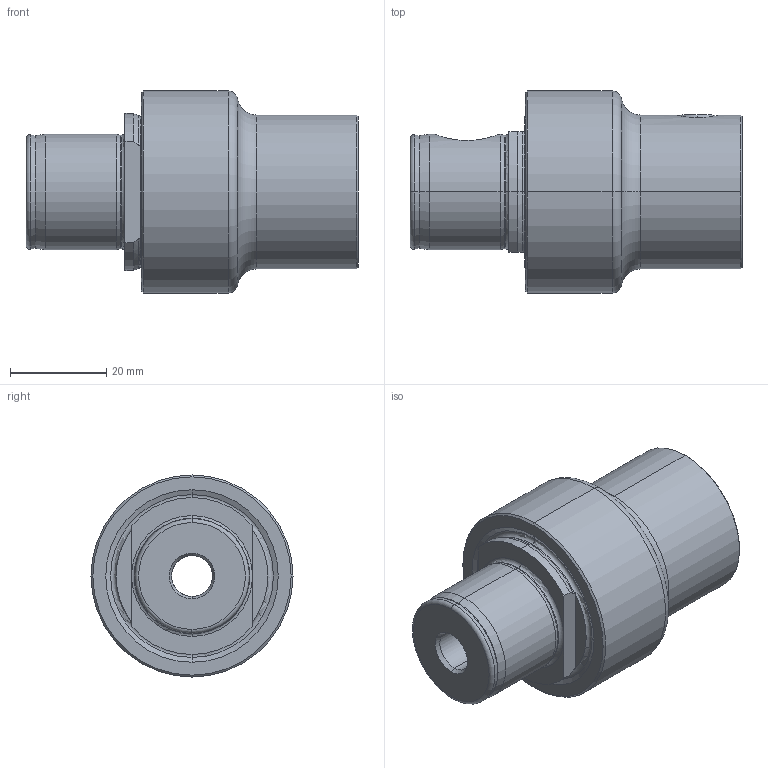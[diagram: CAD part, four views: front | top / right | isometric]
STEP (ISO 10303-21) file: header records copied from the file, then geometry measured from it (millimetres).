
FILE_DESCRIPTION (( 'STEP AP203' ), '1' );
FILE_NAME ('122.420.321.STEP', '2018-03-13T13:31:56', ( 'SWIAdmin' ), ( 'Hewlett-Packard Company' ), 'SwSTEP 2.0', 'SolidWorks 2017', '' );
FILE_SCHEMA (( 'CONFIG_CONTROL_DESIGN' ));
Length unit declared in the file: millimetre
Products named in the file (3): MB3-ER1.001.011_A; 122.420.321; MB4-MB3.K01.045_C
Assembly tree (2 placements, depth 2):
  122.420.321
    MB4-MB3.K01.045_C
    MB3-ER1.001.011_A
Bounding box: 69 x 42 x 42 mm (x, y, z)
Volume: 50821.4 mm3; surface area: 12330.2 mm2
Topology: 2 solids, 2 shells, 136 faces, 315 edges, 185 vertices
Faces by surface type: cone 43, plane 35, cylinder 34, torus 24
Entity records: 4573 total; most frequent: CARTESIAN_POINT 1134, DIRECTION 723, ORIENTED_EDGE 626, EDGE_CURVE 313, AXIS2_PLACEMENT_3D 305, VERTEX_POINT 185, CIRCLE 164, EDGE_LOOP 146
